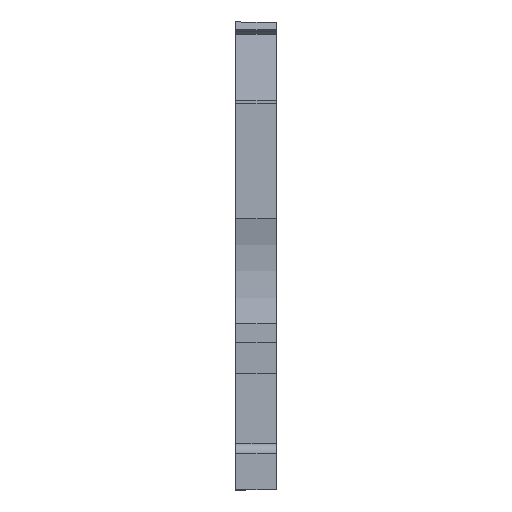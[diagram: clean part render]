
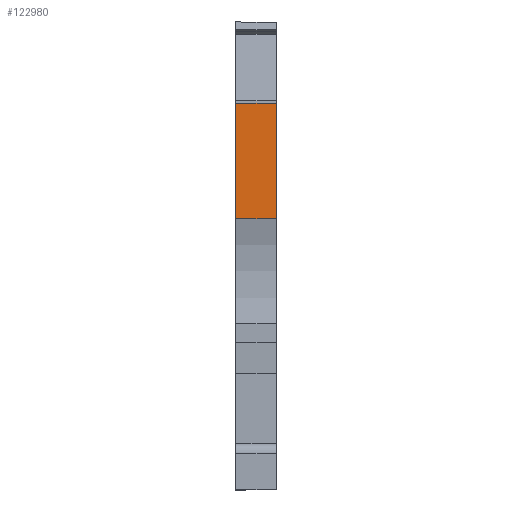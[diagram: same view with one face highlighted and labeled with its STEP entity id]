
A CAD part, front view. The second image highlights one B-rep face of the part: STEP entity #122980.
In plain terms, the highlighted face is planar.
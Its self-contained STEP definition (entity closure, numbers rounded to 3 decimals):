
#2810=CARTESIAN_POINT('',(5.548,6.551,
0.));
#2820=VERTEX_POINT('',#2810);
#2850=CARTESIAN_POINT('',(5.286,8.691,
0.));
#2860=DIRECTION('',(0.122,-0.993,
0.));
#2870=VECTOR('',#2860,1.);
#2880=LINE('',#2850,#2870);
#2890=CARTESIAN_POINT('',(4.347,16.339,
0.));
#2900=VERTEX_POINT('',#2890);
#2910=EDGE_CURVE('',#2900,#2820,#2880,.T.);
#19310=CARTESIAN_POINT('',(4.347,16.339,
-3.5));
#19320=VERTEX_POINT('',#19310);
#19350=CARTESIAN_POINT('',(5.286,8.691,
-3.5));
#19360=DIRECTION('',(0.122,-0.993,
0.));
#19370=VECTOR('',#19360,1.);
#19380=LINE('',#19350,#19370);
#19390=CARTESIAN_POINT('',(5.548,6.551,
-3.5));
#19400=VERTEX_POINT('',#19390);
#19410=EDGE_CURVE('',#19320,#19400,#19380,.T.);
#122660=CARTESIAN_POINT('',(4.347,16.339,
-3.5));
#122670=DIRECTION('',(0.,0.,-1.));
#122680=VECTOR('',#122670,1.);
#122690=LINE('',#122660,#122680);
#122700=EDGE_CURVE('',#2900,#19320,#122690,.T.);
#122820=CARTESIAN_POINT('',(4.381,16.061,
-3.5));
#122830=DIRECTION('',(0.993,0.122,
0.));
#122840=DIRECTION('',(-0.122,0.993,
0.));
#122850=AXIS2_PLACEMENT_3D('',#122820,#122830,#122840);
#122860=PLANE('',#122850);
#122870=CARTESIAN_POINT('',(5.548,6.551,
-3.5));
#122880=DIRECTION('',(0.,0.,1.));
#122890=VECTOR('',#122880,1.);
#122900=LINE('',#122870,#122890);
#122910=EDGE_CURVE('',#19400,#2820,#122900,.T.);
#122920=ORIENTED_EDGE('',*,*,#122910,.T.);
#122930=ORIENTED_EDGE('',*,*,#19410,.T.);
#122940=ORIENTED_EDGE('',*,*,#122700,.T.);
#122950=ORIENTED_EDGE('',*,*,#2910,.F.);
#122960=EDGE_LOOP('',(#122950,#122940,#122930,#122920));
#122970=FACE_OUTER_BOUND('',#122960,.T.);
#122980=ADVANCED_FACE('',(#122970),#122860,.F.);
